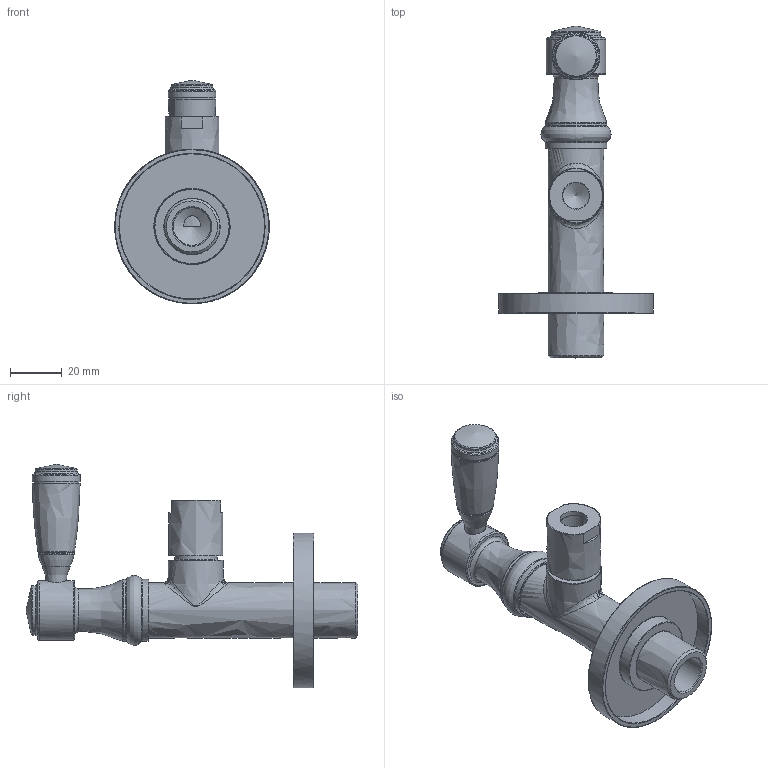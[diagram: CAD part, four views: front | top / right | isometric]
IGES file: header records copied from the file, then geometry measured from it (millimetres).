
Global section: file name: V290-M; native system: Autodesk Inventor 2014; preprocessor: unknown; author: adaniels; date: 20140227.153730; units: millimetre
Bounding box: 59.6 x 127.99 x 86.13 mm (x, y, z)
Volume: 60722 mm3; surface area: 34092.5 mm2
Topology: 9 solids, 12 shells, 324 faces, 904 edges, 623 vertices
Faces by surface type: bspline 324
